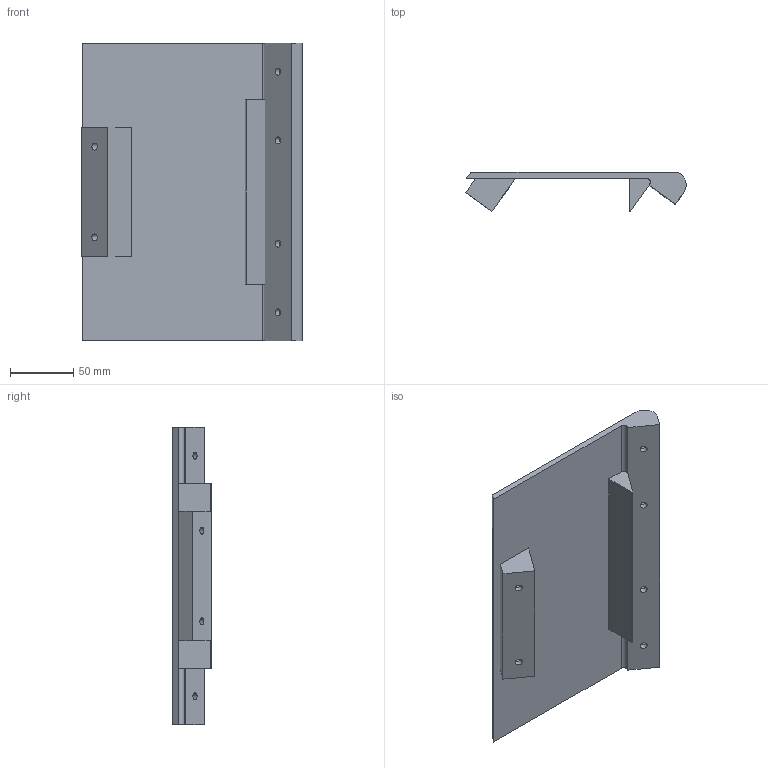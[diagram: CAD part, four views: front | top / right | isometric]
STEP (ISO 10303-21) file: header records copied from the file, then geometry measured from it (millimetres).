
FILE_DESCRIPTION(/* description */ (''),/* implementation_level */ '2;1');
FILE_NAME(/* name */ 'rearSkidPlate.stp',/* time_stamp */ '2025-01-06T12:56:18-05:00',/* author */ ('derm'),/* organization */ (''),/* preprocessor_version */ 'ST-DEVELOPER v20',/* originating_system */ 'Autodesk Inventor 2025',/* authorisation */ '');
FILE_SCHEMA (('AUTOMOTIVE_DESIGN { 1 0 10303 214 3 1 1 }'));
Length unit declared in the file: millimetre
Products named in the file (1): rearSkidPlate
Bounding box: 173.7 x 30.96 x 234 mm (x, y, z)
Volume: 371662.4 mm3; surface area: 103723.1 mm2
Topology: 1 solids, 1 shells, 40 faces, 103 edges, 68 vertices
Faces by surface type: plane 25, cylinder 15
Full cylindrical faces by diameter (mm): 5.5 x6, 10 x6
Entity records: 1384 total; most frequent: CARTESIAN_POINT 312, DIRECTION 215, ORIENTED_EDGE 206, EDGE_CURVE 103, AXIS2_PLACEMENT_3D 75, VERTEX_POINT 68, LINE 65, VECTOR 65
